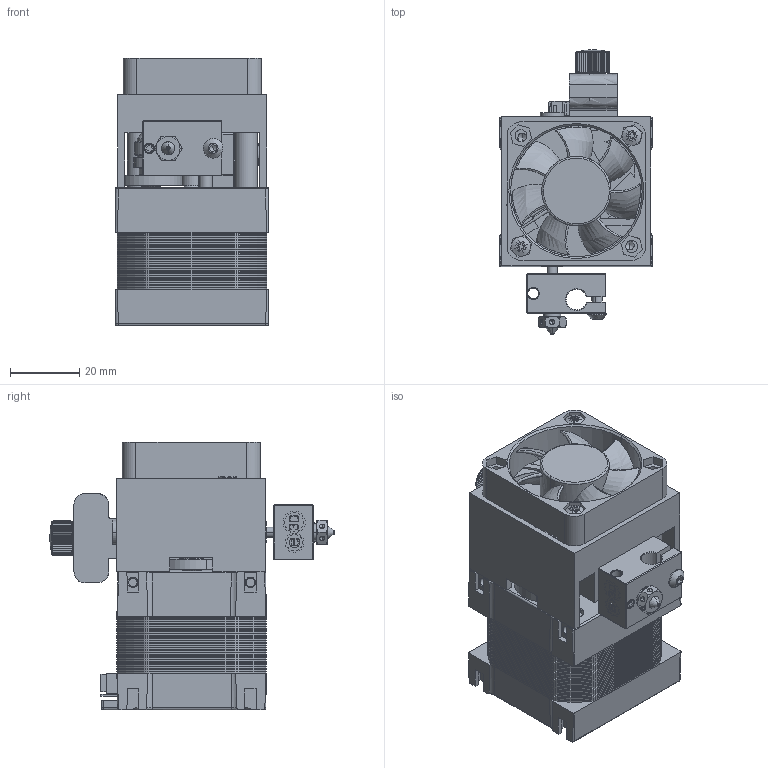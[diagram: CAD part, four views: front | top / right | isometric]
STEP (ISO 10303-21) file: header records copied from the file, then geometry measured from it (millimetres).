
FILE_DESCRIPTION (( 'STEP AP203' ), '1' );
FILE_NAME ('HEMERA-MODEL-1.2.STEP', '2019-12-03T11:10:45', ( '' ), ( '' ), 'SwSTEP 2.0', 'SolidWorks 2019', '' );
FILE_SCHEMA (( 'CONFIG_CONTROL_DESIGN' ));
Length unit declared in the file: millimetre
Products named in the file (32): Springy_1_1_1; Spur Gear (20 teeth)_1_1_1_1_1_1; HEMERA-175-IDLER_1_1_1_1_1_1; HEMERA-175-HOBB-DRIVE-AS_1_1_1_1_1_1; cross pan head tapping screw_as_AS-NZS 4406-ST2.9x13-C-Z-N_1_1_1_1_1; socket button head screw_iso_ISO 7380 - M3 x 10 - 10N_1_1_1_1_1; socket set screw flat point_iso_ISO 4026 - M3 x 4-N_1_1_1_1_1; M-FIX-DOWEL-24-4_1_1_1_1_1_1; HEMERA-BUSHING_1_1_1_1_1_1; HEMERA-175-HOBB-IDLER_1_1_1_1_1_1; Spur Gear (22 teeth)_1_1_1_1_1_1_1; HEMERA-GEAR-0.5-20T_2_1_1_1_1_1; HEMERA-175-HOBB-DRIVE_1_1_1_1_1_1; M-BOWDEN-COUPLING-PLASTIC-175_1_1_1_1_1_1; 40x40x10 DC Fan; HEMERA-GEAR-0.5-20T_1_1_1_1_1_1_1; HEMERA-THUMBWHEEL_1_1_1_1_1_1; HEMERA-175-HOBB-IDLER-AS_1_1_1_1_1_1; HEMERA-MOTOR_1_1_1_1_1_1; square nut thin grade b_din_Square nut DIN 562 M3 -N_1_1_1_1_1; Spur Gear (73 teeth)_1_1_1_1_1_1; HEMERA-GEAR-0.25-73T_1_1_1_1_1_1; HEMERA-MODEL-1.2; HEMERA-GEAR-0.25-22T_1_1_1_1_1_1; socket head cap screw_iso_ISO 4762 M3 x 22 - 22N_1_1_1_1_1; V6-NOZZLE_1_1_1_1_1_1; countersunk flat head cross recess screw_iso_ISO 7046-1 - M3 x 30 - Z - 30N_1_1_1_1_1; HEMERA-175-BREAK_1_1_1_1_1_1; V6-BLOCK-CARTRIDGE_1_1_1_1_1_1; HEMERA-175-SINK_1_1_1_1; M-BEARING-623_1_1_1_1_1_1
Assembly tree (42 placements, depth 4):
  HEMERA-MODEL-1.2
    HEMERA-MOTOR_1_1_1_1_1_1
      HEMERA-MOTOR_1_1_1_1_1_1
      HEMERA-GEAR-0.25-22T_1_1_1_1_1_1
        Spur Gear (22 teeth)_1_1_1_1_1_1_1
    M-BEARING-623_1_1_1_1_1_1  x2
    M-FIX-DOWEL-24-4_1_1_1_1_1_1
    HEMERA-175-HOBB-DRIVE-AS_1_1_1_1_1_1
      HEMERA-GEAR-0.5-20T_2_1_1_1_1_1
        Spur Gear (20 teeth)_1_1_1_1_1_1
      HEMERA-175-HOBB-DRIVE_1_1_1_1_1_1
      HEMERA-GEAR-0.25-73T_1_1_1_1_1_1
        Spur Gear (73 teeth)_1_1_1_1_1_1
    HEMERA-175-BREAK_1_1_1_1_1_1
    V6-BLOCK-CARTRIDGE_1_1_1_1_1_1
    V6-NOZZLE_1_1_1_1_1_1
    Springy_1_1_1
    M-BOWDEN-COUPLING-PLASTIC-175_1_1_1_1_1_1
    HEMERA-175-HOBB-IDLER-AS_1_1_1_1_1_1
      HEMERA-GEAR-0.5-20T_1_1_1_1_1_1_1
        Spur Gear (20 teeth)_1_1_1_1_1_1
      HEMERA-175-HOBB-IDLER_1_1_1_1_1_1
      HEMERA-BUSHING_1_1_1_1_1_1
    HEMERA-175-IDLER_1_1_1_1_1_1
    HEMERA-THUMBWHEEL_1_1_1_1_1_1
    square nut thin grade b_din_Square nut DIN 562 M3 -N_1_1_1_1_1  x5
    socket head cap screw_iso_ISO 4762 M3 x 22 - 22N_1_1_1_1_1  x2
    countersunk flat head cross recess screw_iso_ISO 7046-1 - M3 x 30 - Z - 30N_1_1_1_1_1  x4
    cross pan head tapping screw_as_AS-NZS 4406-ST2.9x13-C-Z-N_1_1_1_1_1  x2
    socket set screw flat point_iso_ISO 4026 - M3 x 4-N_1_1_1_1_1
    socket button head screw_iso_ISO 7380 - M3 x 10 - 10N_1_1_1_1_1
    HEMERA-175-SINK_1_1_1_1
    40x40x10 DC Fan
Bounding box: 44 x 82.19 x 77.25 mm (x, y, z)
Volume: 118067.3 mm3; surface area: 50572.1 mm2
Topology: 36 solids, 37 shells, 4894 faces, 11962 edges, 7327 vertices
Faces by surface type: plane 2713, cylinder 820, cone 735, bspline 612, torus 14
Entity records: 163589 total; most frequent: CARTESIAN_POINT 55960, ORIENTED_EDGE 22462, DIRECTION 19758, EDGE_CURVE 11231, LINE 7672, VECTOR 7672, VERTEX_POINT 6897, AXIS2_PLACEMENT_3D 6043
